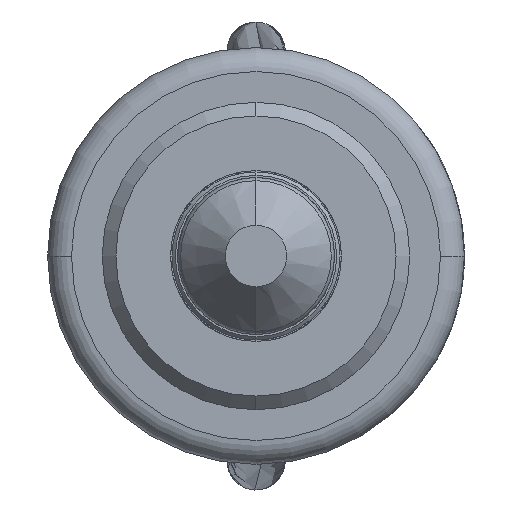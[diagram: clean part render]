
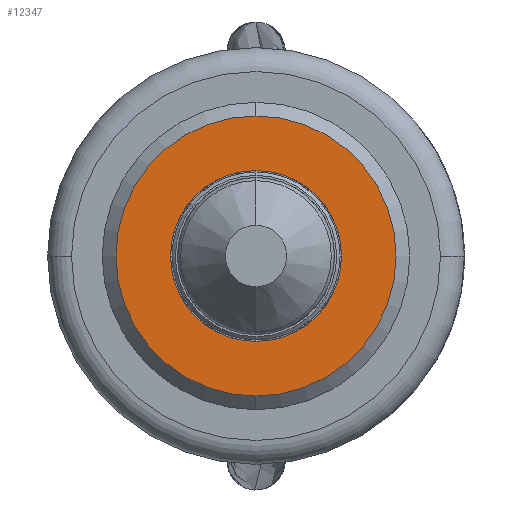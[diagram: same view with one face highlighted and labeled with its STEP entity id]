
A CAD part, left-side view. The second image highlights one B-rep face of the part: STEP entity #12347.
In plain terms, the highlighted face is planar.
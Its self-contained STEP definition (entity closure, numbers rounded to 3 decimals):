
#371 = ORIENTED_EDGE ( 'NONE', *, *, #12641, .T. ) ;
#645 = EDGE_LOOP ( 'NONE', ( #7527, #2384 ) ) ;
#663 = DIRECTION ( 'NONE',  ( 1., 0., 0. ) ) ;
#1138 = CARTESIAN_POINT ( 'NONE',  ( -11., 0., 0. ) ) ;
#2274 = DIRECTION ( 'NONE',  ( -1., 0., 0. ) ) ;
#2384 = ORIENTED_EDGE ( 'NONE', *, *, #20522, .T. ) ;
#4675 = AXIS2_PLACEMENT_3D ( 'NONE', #18572, #2274, #15017 ) ;
#6143 = CARTESIAN_POINT ( 'NONE',  ( -11., 0., 0. ) ) ;
#6150 = VERTEX_POINT ( 'NONE', #21460 ) ;
#6263 = AXIS2_PLACEMENT_3D ( 'NONE', #1138, #21104, #6695 ) ;
#6695 = DIRECTION ( 'NONE',  ( 0., 0., 1. ) ) ;
#6783 = VERTEX_POINT ( 'NONE', #8474 ) ;
#7100 = AXIS2_PLACEMENT_3D ( 'NONE', #12289, #17949, #12364 ) ;
#7408 = FACE_BOUND ( 'NONE', #645, .T. ) ;
#7527 = ORIENTED_EDGE ( 'NONE', *, *, #13664, .T. ) ;
#8005 = CARTESIAN_POINT ( 'NONE',  ( -11., 0., 1.25 ) ) ;
#8324 = CARTESIAN_POINT ( 'NONE',  ( -11., 0., 2.05 ) ) ;
#8474 = CARTESIAN_POINT ( 'NONE',  ( -11., 0., -1.25 ) ) ;
#9103 = EDGE_CURVE ( 'NONE', #6150, #15319, #17224, .T. ) ;
#9869 = CARTESIAN_POINT ( 'NONE',  ( -11., 0., 0. ) ) ;
#11695 = DIRECTION ( 'NONE',  ( 0., 0., 1. ) ) ;
#12289 = CARTESIAN_POINT ( 'NONE',  ( -11., 0., 0. ) ) ;
#12347 = ADVANCED_FACE ( 'NONE', ( #19643, #7408 ), #23215, .F. ) ;
#12364 = DIRECTION ( 'NONE',  ( 0., 0., 1. ) ) ;
#12416 = AXIS2_PLACEMENT_3D ( 'NONE', #6143, #663, #22542 ) ;
#12641 = EDGE_CURVE ( 'NONE', #15319, #6150, #13188, .T. ) ;
#13188 = CIRCLE ( 'NONE', #12416, 2.05 ) ;
#13536 = ORIENTED_EDGE ( 'NONE', *, *, #9103, .T. ) ;
#13664 = EDGE_CURVE ( 'NONE', #6783, #17227, #16029, .T. ) ;
#13750 = EDGE_LOOP ( 'NONE', ( #371, #13536 ) ) ;
#15017 = DIRECTION ( 'NONE',  ( 0., 0., 1. ) ) ;
#15319 = VERTEX_POINT ( 'NONE', #8324 ) ;
#16029 = CIRCLE ( 'NONE', #4675, 1.25 ) ;
#16037 = AXIS2_PLACEMENT_3D ( 'NONE', #9869, #22601, #11695 ) ;
#17224 = CIRCLE ( 'NONE', #6263, 2.05 ) ;
#17227 = VERTEX_POINT ( 'NONE', #8005 ) ;
#17949 = DIRECTION ( 'NONE',  ( -1., 0., 0. ) ) ;
#18572 = CARTESIAN_POINT ( 'NONE',  ( -11., 0., 0. ) ) ;
#19643 = FACE_OUTER_BOUND ( 'NONE', #13750, .T. ) ;
#20522 = EDGE_CURVE ( 'NONE', #17227, #6783, #22166, .T. ) ;
#21104 = DIRECTION ( 'NONE',  ( 1., 0., 0. ) ) ;
#21460 = CARTESIAN_POINT ( 'NONE',  ( -11., 0., -2.05 ) ) ;
#22166 = CIRCLE ( 'NONE', #16037, 1.25 ) ;
#22542 = DIRECTION ( 'NONE',  ( 0., 0., 1. ) ) ;
#22601 = DIRECTION ( 'NONE',  ( -1., 0., 0. ) ) ;
#23215 = PLANE ( 'NONE',  #7100 ) ;
